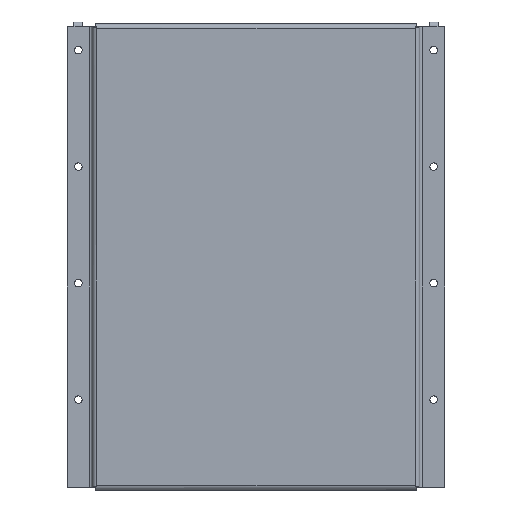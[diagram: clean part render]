
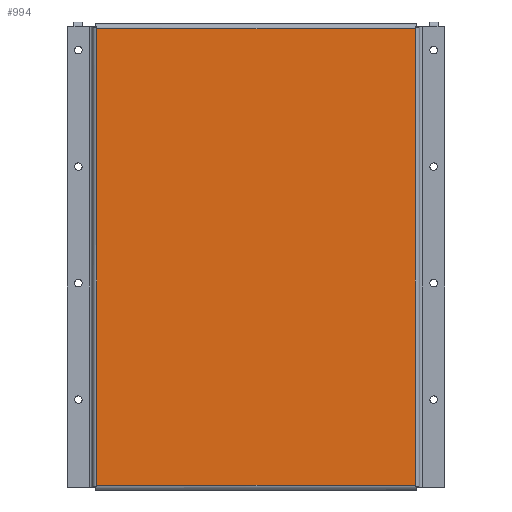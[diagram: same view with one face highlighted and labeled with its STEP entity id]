
A CAD part, front view. The second image highlights one B-rep face of the part: STEP entity #994.
In plain terms, the highlighted planar face has unit normal (0, -1, 0).
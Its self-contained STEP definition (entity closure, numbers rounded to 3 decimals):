
#12 = DIRECTION ( 'NONE',  ( 0., 0., -1. ) ) ;
#164 = ORIENTED_EDGE ( 'NONE', *, *, #2953, .F. ) ;
#198 = VERTEX_POINT ( 'NONE', #2464 ) ;
#228 = EDGE_LOOP ( 'NONE', ( #1001, #164, #910, #1757 ) ) ;
#319 = AXIS2_PLACEMENT_3D ( 'NONE', #2377, #2151, #2683 ) ;
#328 = DIRECTION ( 'NONE',  ( -1., 0., 0. ) ) ;
#516 = DIRECTION ( 'NONE',  ( 0., 0., -1. ) ) ;
#601 = VERTEX_POINT ( 'NONE', #1270 ) ;
#713 = EDGE_CURVE ( 'NONE', #2056, #198, #2367, .T. ) ;
#750 = CARTESIAN_POINT ( 'NONE',  ( 277., 0., 392. ) ) ;
#822 = EDGE_CURVE ( 'NONE', #601, #198, #1510, .T. ) ;
#882 = VERTEX_POINT ( 'NONE', #2422 ) ;
#910 = ORIENTED_EDGE ( 'NONE', *, *, #1080, .T. ) ;
#994 = ADVANCED_FACE ( 'NONE', ( #3184 ), #2648, .T. ) ;
#1001 = ORIENTED_EDGE ( 'NONE', *, *, #822, .F. ) ;
#1080 = EDGE_CURVE ( 'NONE', #882, #2056, #3279, .T. ) ;
#1270 = CARTESIAN_POINT ( 'NONE',  ( 277., 0., 0. ) ) ;
#1376 = VECTOR ( 'NONE', #12, 1000. ) ;
#1510 = LINE ( 'NONE', #2309, #1831 ) ;
#1552 = CARTESIAN_POINT ( 'NONE',  ( 4., 0., 392. ) ) ;
#1647 = DIRECTION ( 'NONE',  ( -1., 0., 0. ) ) ;
#1664 = VECTOR ( 'NONE', #516, 1000. ) ;
#1757 = ORIENTED_EDGE ( 'NONE', *, *, #713, .T. ) ;
#1831 = VECTOR ( 'NONE', #1647, 1000. ) ;
#1893 = CARTESIAN_POINT ( 'NONE',  ( 4., 0., 392. ) ) ;
#2056 = VERTEX_POINT ( 'NONE', #1893 ) ;
#2151 = DIRECTION ( 'NONE',  ( 0., -1., 0. ) ) ;
#2309 = CARTESIAN_POINT ( 'NONE',  ( 0., 0., 0. ) ) ;
#2367 = LINE ( 'NONE', #1552, #1664 ) ;
#2377 = CARTESIAN_POINT ( 'NONE',  ( 0., 0., 392. ) ) ;
#2422 = CARTESIAN_POINT ( 'NONE',  ( 277., 0., 392. ) ) ;
#2464 = CARTESIAN_POINT ( 'NONE',  ( 4., 0., 0. ) ) ;
#2648 = PLANE ( 'NONE',  #319 ) ;
#2683 = DIRECTION ( 'NONE',  ( 0., 0., -1. ) ) ;
#2764 = CARTESIAN_POINT ( 'NONE',  ( 0., 0., 392. ) ) ;
#2859 = LINE ( 'NONE', #750, #1376 ) ;
#2953 = EDGE_CURVE ( 'NONE', #882, #601, #2859, .T. ) ;
#3184 = FACE_OUTER_BOUND ( 'NONE', #228, .T. ) ;
#3256 = VECTOR ( 'NONE', #328, 1000. ) ;
#3279 = LINE ( 'NONE', #2764, #3256 ) ;
